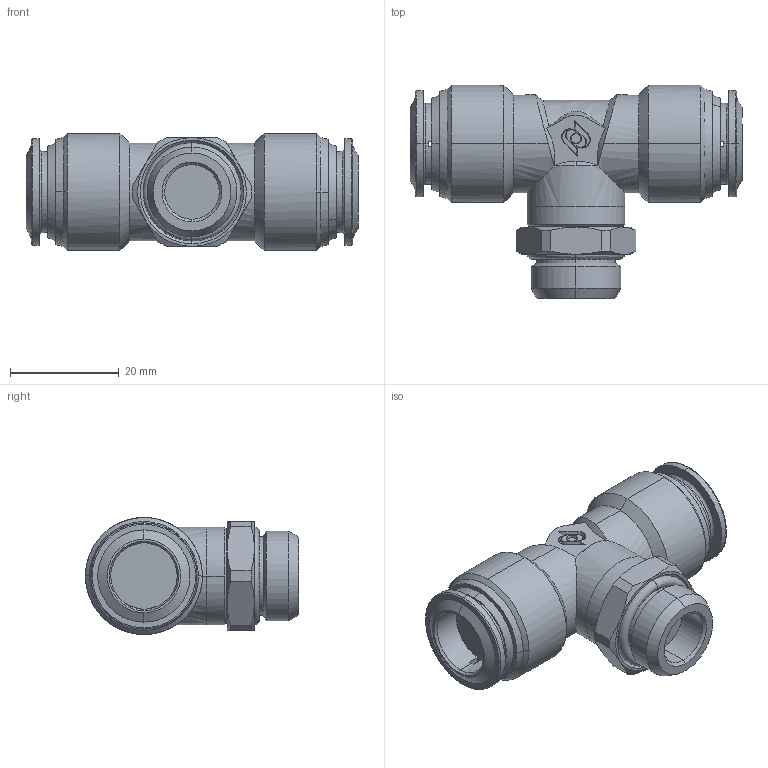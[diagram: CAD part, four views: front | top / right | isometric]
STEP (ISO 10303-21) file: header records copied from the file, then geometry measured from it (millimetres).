
FILE_DESCRIPTION (( 'STEP AP214' ), '1' );
FILE_NAME ('PT12-G03_ME.STEP', '2018-09-06T13:42:21', ( '' ), ( '' ), 'SwSTEP 2.0', 'SolidWorks 2018', '' );
FILE_SCHEMA (( 'AUTOMOTIVE_DESIGN' ));
Length unit declared in the file: millimetre
Products named in the file (1): PT12-G03_ME
Bounding box: 61 x 39.15 x 21.5 mm (x, y, z)
Volume: 20867.2 mm3; surface area: 7316.1 mm2
Topology: 1 solids, 1 shells, 196 faces, 497 edges, 320 vertices
Faces by surface type: bspline 196
Entity records: 9586 total; most frequent: CARTESIAN_POINT 6644, ORIENTED_EDGE 994, EDGE_CURVE 497, B_SPLINE_CURVE_WITH_KNOTS 366, VERTEX_POINT 320, EDGE_LOOP 221, ADVANCED_FACE 196, FACE_OUTER_BOUND 196
